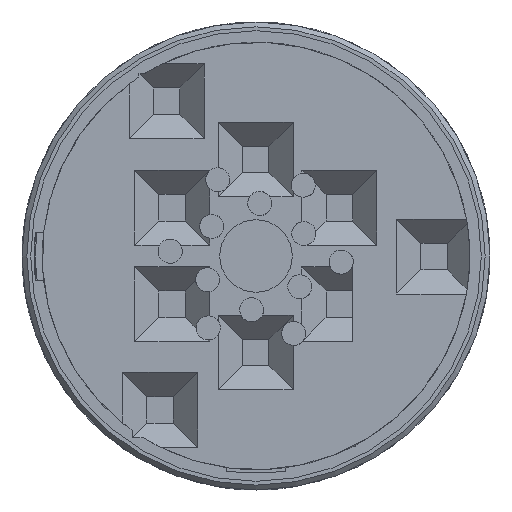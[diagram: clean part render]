
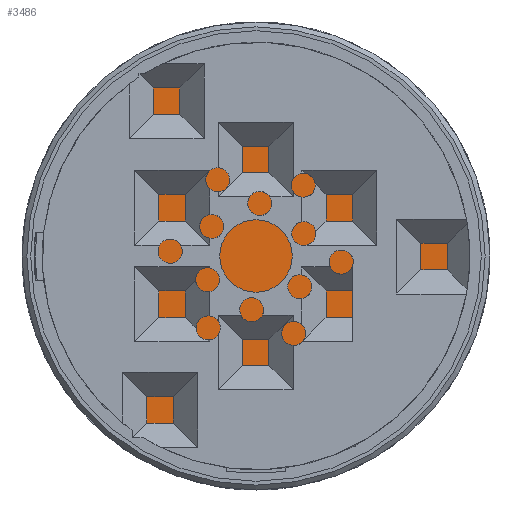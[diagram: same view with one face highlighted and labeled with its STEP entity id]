
A CAD part, front view. The second image highlights one B-rep face of the part: STEP entity #3486.
In plain terms, the highlighted planar face has unit normal (0, -1, 0).
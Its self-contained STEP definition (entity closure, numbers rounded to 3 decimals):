
#907=FACE_OUTER_BOUND('',#1096,.T.);
#1096=EDGE_LOOP('',(#2324));
#1319=CIRCLE('',#3685,44.);
#1429=VERTEX_POINT('',#5205);
#1771=EDGE_CURVE('',#1429,#1429,#1319,.T.);
#2324=ORIENTED_EDGE('',*,*,#1771,.T.);
#3358=PLANE('',#3689);
#3486=ADVANCED_FACE('',(#907),#3358,.F.);
#3685=AXIS2_PLACEMENT_3D('',#5207,#4023,#4024);
#3689=AXIS2_PLACEMENT_3D('',#5213,#4032,#4033);
#4023=DIRECTION('center_axis',(0.,-1.,0.));
#4024=DIRECTION('ref_axis',(1.,0.,0.));
#4032=DIRECTION('center_axis',(0.,1.,0.));
#4033=DIRECTION('ref_axis',(1.,0.,0.));
#5205=CARTESIAN_POINT('',(-43.158,-1.2,-8.646));
#5207=CARTESIAN_POINT('Origin',(0.842,-1.2,-8.646));
#5213=CARTESIAN_POINT('Origin',(-1.05,-1.2,-8.646));
